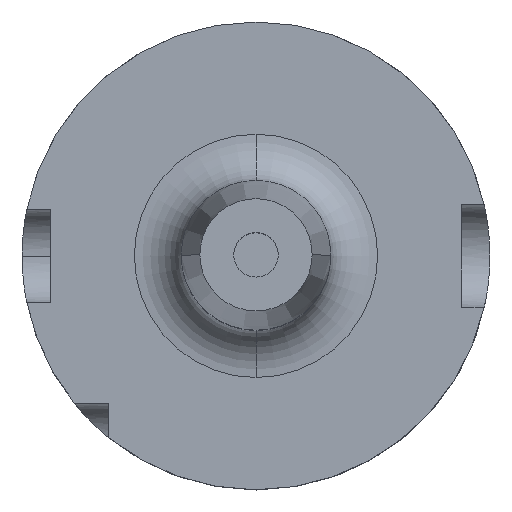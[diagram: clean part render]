
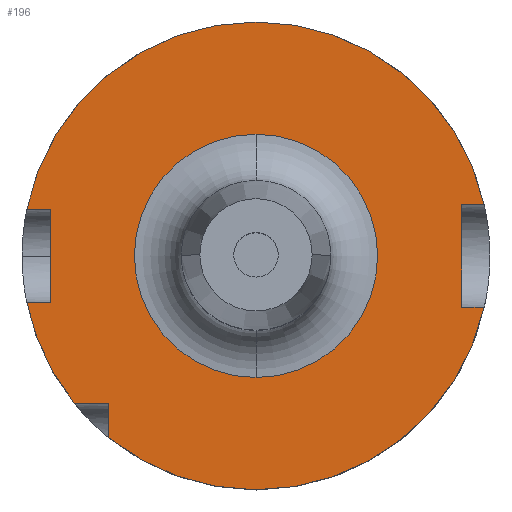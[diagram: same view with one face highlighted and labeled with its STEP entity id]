
A CAD part, top view. The second image highlights one B-rep face of the part: STEP entity #196.
In plain terms, the highlighted planar face has unit normal (0, 0, 1).
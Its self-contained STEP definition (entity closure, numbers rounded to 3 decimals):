
#4 = CARTESIAN_POINT ( 'NONE',  ( 48.775, -11., 29. ) ) ;
#20 = VERTEX_POINT ( 'NONE', #640 ) ;
#92 = LINE ( 'NONE', #1760, #1735 ) ;
#108 = ORIENTED_EDGE ( 'NONE', *, *, #2223, .F. ) ;
#118 = DIRECTION ( 'NONE',  ( 0., 1., 0. ) ) ;
#136 = CARTESIAN_POINT ( 'NONE',  ( 0., 50., 29. ) ) ;
#173 = CARTESIAN_POINT ( 'NONE',  ( -38.83, -31.5, 29. ) ) ;
#196 = ADVANCED_FACE ( 'NONE', ( #1320, #2001 ), #2003, .T. ) ;
#218 = VECTOR ( 'NONE', #1037, 1000. ) ;
#233 = CARTESIAN_POINT ( 'NONE',  ( -48.99, 10., 29. ) ) ;
#250 = CARTESIAN_POINT ( 'NONE',  ( 0., 0., 29. ) ) ;
#259 = EDGE_CURVE ( 'NONE', #1728, #306, #2568, .T. ) ;
#302 = EDGE_CURVE ( 'NONE', #476, #1855, #1223, .T. ) ;
#306 = VERTEX_POINT ( 'NONE', #498 ) ;
#323 = AXIS2_PLACEMENT_3D ( 'NONE', #2138, #2351, #1062 ) ;
#342 = LINE ( 'NONE', #2378, #1094 ) ;
#396 = EDGE_LOOP ( 'NONE', ( #858, #1080 ) ) ;
#401 = VERTEX_POINT ( 'NONE', #2771 ) ;
#474 = VERTEX_POINT ( 'NONE', #233 ) ;
#476 = VERTEX_POINT ( 'NONE', #1091 ) ;
#498 = CARTESIAN_POINT ( 'NONE',  ( 48.775, 11., 29. ) ) ;
#510 = DIRECTION ( 'NONE',  ( 0., 0., -1. ) ) ;
#550 = AXIS2_PLACEMENT_3D ( 'NONE', #926, #956, #2440 ) ;
#552 = AXIS2_PLACEMENT_3D ( 'NONE', #1871, #2248, #118 ) ;
#563 = EDGE_CURVE ( 'NONE', #20, #306, #92, .T. ) ;
#617 = DIRECTION ( 'NONE',  ( -1., 0., 0. ) ) ;
#624 = ORIENTED_EDGE ( 'NONE', *, *, #1343, .F. ) ;
#637 = VECTOR ( 'NONE', #2087, 1000. ) ;
#640 = CARTESIAN_POINT ( 'NONE',  ( 44., 11., 29. ) ) ;
#642 = VERTEX_POINT ( 'NONE', #1143 ) ;
#681 = CARTESIAN_POINT ( 'NONE',  ( -48.99, -10., 29. ) ) ;
#688 = DIRECTION ( 'NONE',  ( 0., 1., 0. ) ) ;
#728 = EDGE_CURVE ( 'NONE', #1532, #1273, #2439, .T. ) ;
#750 = DIRECTION ( 'NONE',  ( 0., 0., -1. ) ) ;
#790 = VECTOR ( 'NONE', #688, 1000. ) ;
#827 = EDGE_CURVE ( 'NONE', #20, #1466, #2567, .T. ) ;
#858 = ORIENTED_EDGE ( 'NONE', *, *, #2076, .T. ) ;
#883 = CARTESIAN_POINT ( 'NONE',  ( -31.5, 0., 29. ) ) ;
#884 = ORIENTED_EDGE ( 'NONE', *, *, #1489, .F. ) ;
#926 = CARTESIAN_POINT ( 'NONE',  ( 0., 0., 29. ) ) ;
#956 = DIRECTION ( 'NONE',  ( 0., 0., -1. ) ) ;
#1037 = DIRECTION ( 'NONE',  ( 0., -1., 0. ) ) ;
#1045 = CARTESIAN_POINT ( 'NONE',  ( 44., -11., 29. ) ) ;
#1062 = DIRECTION ( 'NONE',  ( 0., -1., 0. ) ) ;
#1079 = ORIENTED_EDGE ( 'NONE', *, *, #2021, .F. ) ;
#1080 = ORIENTED_EDGE ( 'NONE', *, *, #1455, .T. ) ;
#1091 = CARTESIAN_POINT ( 'NONE',  ( -44., 10., 29. ) ) ;
#1094 = VECTOR ( 'NONE', #617, 1000. ) ;
#1096 = DIRECTION ( 'NONE',  ( 0., -1., 0. ) ) ;
#1123 = ORIENTED_EDGE ( 'NONE', *, *, #259, .F. ) ;
#1129 = VERTEX_POINT ( 'NONE', #4 ) ;
#1143 = CARTESIAN_POINT ( 'NONE',  ( 0., 26., 29. ) ) ;
#1223 = LINE ( 'NONE', #2676, #637 ) ;
#1228 = AXIS2_PLACEMENT_3D ( 'NONE', #2391, #1335, #1096 ) ;
#1273 = VERTEX_POINT ( 'NONE', #681 ) ;
#1298 = CARTESIAN_POINT ( 'NONE',  ( -31.5, -38.83, 29. ) ) ;
#1320 = FACE_BOUND ( 'NONE', #396, .T. ) ;
#1335 = DIRECTION ( 'NONE',  ( 0., 0., -1. ) ) ;
#1343 = EDGE_CURVE ( 'NONE', #476, #474, #2164, .T. ) ;
#1351 = ORIENTED_EDGE ( 'NONE', *, *, #728, .F. ) ;
#1360 = ORIENTED_EDGE ( 'NONE', *, *, #563, .T. ) ;
#1380 = CARTESIAN_POINT ( 'NONE',  ( 0., 0., 29. ) ) ;
#1435 = VECTOR ( 'NONE', #1907, 1000. ) ;
#1444 = AXIS2_PLACEMENT_3D ( 'NONE', #1380, #510, #1825 ) ;
#1455 = EDGE_CURVE ( 'NONE', #642, #401, #2066, .T. ) ;
#1466 = VERTEX_POINT ( 'NONE', #1468 ) ;
#1468 = CARTESIAN_POINT ( 'NONE',  ( 44., -11., 29. ) ) ;
#1489 = EDGE_CURVE ( 'NONE', #1273, #1855, #1562, .T. ) ;
#1532 = VERTEX_POINT ( 'NONE', #173 ) ;
#1562 = LINE ( 'NONE', #2127, #1762 ) ;
#1623 = DIRECTION ( 'NONE',  ( 0., 1., 0. ) ) ;
#1633 = VERTEX_POINT ( 'NONE', #2056 ) ;
#1642 = EDGE_CURVE ( 'NONE', #1129, #1998, #2309, .T. ) ;
#1648 = CIRCLE ( 'NONE', #1228, 26. ) ;
#1693 = CARTESIAN_POINT ( 'NONE',  ( 0., -31.5, 29. ) ) ;
#1728 = VERTEX_POINT ( 'NONE', #136 ) ;
#1735 = VECTOR ( 'NONE', #2811, 1000. ) ;
#1760 = CARTESIAN_POINT ( 'NONE',  ( 0., 11., 29. ) ) ;
#1762 = VECTOR ( 'NONE', #1889, 1000. ) ;
#1825 = DIRECTION ( 'NONE',  ( 0., 1., 0. ) ) ;
#1855 = VERTEX_POINT ( 'NONE', #1913 ) ;
#1871 = CARTESIAN_POINT ( 'NONE',  ( 0., 0., 29. ) ) ;
#1877 = CIRCLE ( 'NONE', #550, 50. ) ;
#1889 = DIRECTION ( 'NONE',  ( 1., 0., 0. ) ) ;
#1907 = DIRECTION ( 'NONE',  ( -1., 0., 0. ) ) ;
#1913 = CARTESIAN_POINT ( 'NONE',  ( -44., -10., 29. ) ) ;
#1919 = EDGE_CURVE ( 'NONE', #1633, #1532, #2089, .T. ) ;
#1982 = DIRECTION ( 'NONE',  ( 0., 0., 1. ) ) ;
#1998 = VERTEX_POINT ( 'NONE', #1298 ) ;
#2001 = FACE_OUTER_BOUND ( 'NONE', #2736, .T. ) ;
#2003 = PLANE ( 'NONE',  #2766 ) ;
#2021 = EDGE_CURVE ( 'NONE', #1998, #1633, #2547, .T. ) ;
#2053 = CARTESIAN_POINT ( 'NONE',  ( 0., 0., 29. ) ) ;
#2056 = CARTESIAN_POINT ( 'NONE',  ( -31.5, -31.5, 29. ) ) ;
#2066 = CIRCLE ( 'NONE', #323, 26. ) ;
#2076 = EDGE_CURVE ( 'NONE', #401, #642, #1648, .T. ) ;
#2087 = DIRECTION ( 'NONE',  ( 0., -1., 0. ) ) ;
#2089 = LINE ( 'NONE', #1693, #1435 ) ;
#2127 = CARTESIAN_POINT ( 'NONE',  ( 0., -10., 29. ) ) ;
#2138 = CARTESIAN_POINT ( 'NONE',  ( 0., 0., 29. ) ) ;
#2164 = LINE ( 'NONE', #2243, #2707 ) ;
#2223 = EDGE_CURVE ( 'NONE', #474, #1728, #1877, .T. ) ;
#2232 = ORIENTED_EDGE ( 'NONE', *, *, #302, .T. ) ;
#2243 = CARTESIAN_POINT ( 'NONE',  ( 0., 10., 29. ) ) ;
#2244 = ORIENTED_EDGE ( 'NONE', *, *, #2535, .T. ) ;
#2248 = DIRECTION ( 'NONE',  ( 0., 0., -1. ) ) ;
#2288 = ORIENTED_EDGE ( 'NONE', *, *, #1919, .F. ) ;
#2309 = CIRCLE ( 'NONE', #1444, 50. ) ;
#2351 = DIRECTION ( 'NONE',  ( 0., 0., -1. ) ) ;
#2356 = ORIENTED_EDGE ( 'NONE', *, *, #827, .F. ) ;
#2378 = CARTESIAN_POINT ( 'NONE',  ( 0., -11., 29. ) ) ;
#2391 = CARTESIAN_POINT ( 'NONE',  ( 0., 0., 29. ) ) ;
#2424 = DIRECTION ( 'NONE',  ( 0., -1., 0. ) ) ;
#2439 = CIRCLE ( 'NONE', #2540, 50. ) ;
#2440 = DIRECTION ( 'NONE',  ( 0., 1., 0. ) ) ;
#2535 = EDGE_CURVE ( 'NONE', #1129, #1466, #342, .T. ) ;
#2540 = AXIS2_PLACEMENT_3D ( 'NONE', #2053, #750, #1623 ) ;
#2547 = LINE ( 'NONE', #883, #790 ) ;
#2555 = ORIENTED_EDGE ( 'NONE', *, *, #1642, .F. ) ;
#2567 = LINE ( 'NONE', #1045, #218 ) ;
#2568 = CIRCLE ( 'NONE', #552, 50. ) ;
#2676 = CARTESIAN_POINT ( 'NONE',  ( -44., -10., 29. ) ) ;
#2686 = DIRECTION ( 'NONE',  ( -1., 0., 0. ) ) ;
#2707 = VECTOR ( 'NONE', #2686, 1000. ) ;
#2736 = EDGE_LOOP ( 'NONE', ( #2288, #1079, #2555, #2244, #2356, #1360, #1123, #108, #624, #2232, #884, #1351 ) ) ;
#2766 = AXIS2_PLACEMENT_3D ( 'NONE', #250, #1982, #2424 ) ;
#2771 = CARTESIAN_POINT ( 'NONE',  ( 0., -26., 29. ) ) ;
#2811 = DIRECTION ( 'NONE',  ( 1., 0., 0. ) ) ;
